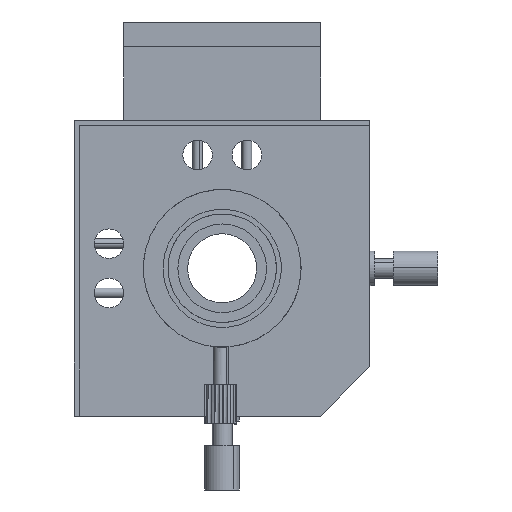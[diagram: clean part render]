
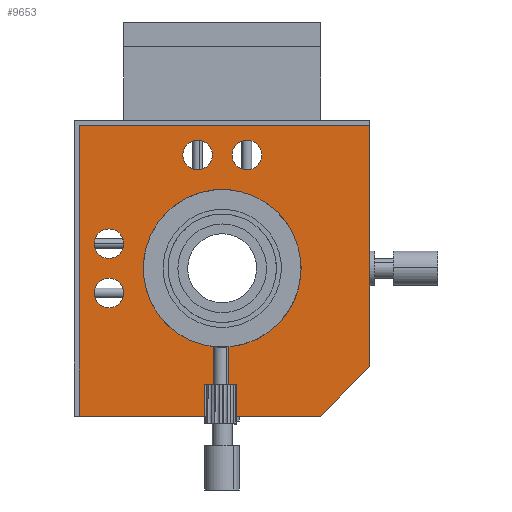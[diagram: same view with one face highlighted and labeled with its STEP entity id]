
A CAD part, front view. The second image highlights one B-rep face of the part: STEP entity #9653.
In plain terms, the highlighted planar face has unit normal (0, -1, 0).
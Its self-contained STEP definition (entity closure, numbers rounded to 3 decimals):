
#213 = VERTEX_POINT ( 'NONE', #5339 ) ;
#256 = VERTEX_POINT ( 'NONE', #5320 ) ;
#299 = VERTEX_POINT ( 'NONE', #5169 ) ;
#314 = VERTEX_POINT ( 'NONE', #5182 ) ;
#315 = VERTEX_POINT ( 'NONE', #5183 ) ;
#424 = VERTEX_POINT ( 'NONE', #5225 ) ;
#455 = VERTEX_POINT ( 'NONE', #5082 ) ;
#461 = VERTEX_POINT ( 'NONE', #5077 ) ;
#555 = VERTEX_POINT ( 'NONE', #5145 ) ;
#576 = VERTEX_POINT ( 'NONE', #5095 ) ;
#633 = VERTEX_POINT ( 'NONE', #5033 ) ;
#638 = VERTEX_POINT ( 'NONE', #5028 ) ;
#670 = ORIENTED_EDGE ( 'NONE', *, *, #6408, .T. ) ;
#700 = VERTEX_POINT ( 'NONE', #5042 ) ;
#719 = VERTEX_POINT ( 'NONE', #4999 ) ;
#877 = VERTEX_POINT ( 'NONE', #5552 ) ;
#1102 = EDGE_LOOP ( 'NONE', ( #5451, #5440 ) ) ;
#1226 = EDGE_LOOP ( 'NONE', ( #5318, #4970 ) ) ;
#1233 = EDGE_LOOP ( 'NONE', ( #4722, #5463 ) ) ;
#1588 = EDGE_LOOP ( 'NONE', ( #4698, #4727 ) ) ;
#1887 = EDGE_LOOP ( 'NONE', ( #5073, #4696, #5458, #5059, #5450 ) ) ;
#1910 = EDGE_LOOP ( 'NONE', ( #670, #5468 ) ) ;
#2425 = CARTESIAN_POINT ( 'NONE',  ( -23.159, -19.024, 5. ) ) ;
#2515 = LINE ( 'NONE', #3086, #13870 ) ;
#2523 = DIRECTION ( 'NONE',  ( 0., 1., 0. ) ) ;
#2539 = DIRECTION ( 'NONE',  ( 0., 0., 1. ) ) ;
#2605 = DIRECTION ( 'NONE',  ( 0., 1., 0. ) ) ;
#2668 = DIRECTION ( 'NONE',  ( 0., 0., 1. ) ) ;
#2689 = CARTESIAN_POINT ( 'NONE',  ( -23.159, -19.024, 5. ) ) ;
#2735 = DIRECTION ( 'NONE',  ( 0.707, 0., 0.707 ) ) ;
#2737 = CARTESIAN_POINT ( 'NONE',  ( -23.159, -19.024, -5. ) ) ;
#2758 = CARTESIAN_POINT ( 'NONE',  ( 4.841, -19.024, 23. ) ) ;
#2759 = DIRECTION ( 'NONE',  ( 0., 1., 0. ) ) ;
#2764 = LINE ( 'NONE', #3016, #13705 ) ;
#2796 = DIRECTION ( 'NONE',  ( 0., 0., 1. ) ) ;
#2812 = DIRECTION ( 'NONE',  ( 0., 0., 1. ) ) ;
#2818 = CARTESIAN_POINT ( 'NONE',  ( -0.159, -19.024, 0. ) ) ;
#2836 = CARTESIAN_POINT ( 'NONE',  ( 4.841, -19.024, 23. ) ) ;
#2887 = DIRECTION ( 'NONE',  ( 0., 1., 0. ) ) ;
#3014 = DIRECTION ( 'NONE',  ( 0., 1., 0. ) ) ;
#3016 = CARTESIAN_POINT ( 'NONE',  ( 24.841, -19.024, -25. ) ) ;
#3033 = DIRECTION ( 'NONE',  ( 0., 0., 1. ) ) ;
#3056 = DIRECTION ( 'NONE',  ( 0., 0., 1. ) ) ;
#3059 = DIRECTION ( 'NONE',  ( 0., 0., 1. ) ) ;
#3076 = DIRECTION ( 'NONE',  ( -1., 0., 0. ) ) ;
#3086 = CARTESIAN_POINT ( 'NONE',  ( -29.159, -19.024, -30. ) ) ;
#3092 = CARTESIAN_POINT ( 'NONE',  ( -0.159, -19.024, 0. ) ) ;
#3118 = DIRECTION ( 'NONE',  ( 0., 1., 0. ) ) ;
#3121 = DIRECTION ( 'NONE',  ( 0., 1., 0. ) ) ;
#3368 = CARTESIAN_POINT ( 'NONE',  ( -5.159, -19.024, 23. ) ) ;
#3406 = DIRECTION ( 'NONE',  ( 0., 0., 1. ) ) ;
#3412 = DIRECTION ( 'NONE',  ( 0., 0., 1. ) ) ;
#3424 = DIRECTION ( 'NONE',  ( 0., 1., 0. ) ) ;
#3462 = CARTESIAN_POINT ( 'NONE',  ( -23.159, -19.024, -5. ) ) ;
#3477 = LINE ( 'NONE', #3577, #10191 ) ;
#3577 = CARTESIAN_POINT ( 'NONE',  ( 29.841, -19.024, 29. ) ) ;
#3607 = DIRECTION ( 'NONE',  ( 0., 1., 0. ) ) ;
#3689 = DIRECTION ( 'NONE',  ( 0., 0., -1. ) ) ;
#4216 = PLANE ( 'NONE',  #6061 ) ;
#4217 = CARTESIAN_POINT ( 'NONE',  ( 0.341, -19.024, -0.5 ) ) ;
#4218 = DIRECTION ( 'NONE',  ( 0., -1., 0. ) ) ;
#4219 = DIRECTION ( 'NONE',  ( 0., 0., -1. ) ) ;
#4343 = CARTESIAN_POINT ( 'NONE',  ( -5.159, -19.024, 23. ) ) ;
#4347 = DIRECTION ( 'NONE',  ( 0., 1., 0. ) ) ;
#4348 = DIRECTION ( 'NONE',  ( 0., 0., 1. ) ) ;
#4696 = ORIENTED_EDGE ( 'NONE', *, *, #5731, .T. ) ;
#4698 = ORIENTED_EDGE ( 'NONE', *, *, #5737, .T. ) ;
#4722 = ORIENTED_EDGE ( 'NONE', *, *, #5924, .T. ) ;
#4727 = ORIENTED_EDGE ( 'NONE', *, *, #5797, .T. ) ;
#4755 = DIRECTION ( 'NONE',  ( 0., 0., 1. ) ) ;
#4763 = CARTESIAN_POINT ( 'NONE',  ( -29.159, -19.024, 29. ) ) ;
#4799 = DIRECTION ( 'NONE',  ( 1., 0., 0. ) ) ;
#4800 = CARTESIAN_POINT ( 'NONE',  ( -29.159, -19.024, 29. ) ) ;
#4801 = LINE ( 'NONE', #4800, #13620 ) ;
#4807 = LINE ( 'NONE', #4763, #13611 ) ;
#4970 = ORIENTED_EDGE ( 'NONE', *, *, #5872, .T. ) ;
#4999 = CARTESIAN_POINT ( 'NONE',  ( 19.841, -19.024, -30. ) ) ;
#5028 = CARTESIAN_POINT ( 'NONE',  ( -0.159, -19.024, 14. ) ) ;
#5033 = CARTESIAN_POINT ( 'NONE',  ( -23.159, -19.024, -2. ) ) ;
#5042 = CARTESIAN_POINT ( 'NONE',  ( 29.841, -19.024, 29. ) ) ;
#5059 = ORIENTED_EDGE ( 'NONE', *, *, #5641, .F. ) ;
#5073 = ORIENTED_EDGE ( 'NONE', *, *, #6406, .F. ) ;
#5077 = CARTESIAN_POINT ( 'NONE',  ( 29.841, -19.024, -20. ) ) ;
#5082 = CARTESIAN_POINT ( 'NONE',  ( -23.159, -19.024, -8. ) ) ;
#5095 = CARTESIAN_POINT ( 'NONE',  ( -0.159, -19.024, -14. ) ) ;
#5145 = CARTESIAN_POINT ( 'NONE',  ( -5.159, -19.024, 26. ) ) ;
#5169 = CARTESIAN_POINT ( 'NONE',  ( -23.159, -19.024, 8. ) ) ;
#5182 = CARTESIAN_POINT ( 'NONE',  ( 4.841, -19.024, 26. ) ) ;
#5183 = CARTESIAN_POINT ( 'NONE',  ( 4.841, -19.024, 20. ) ) ;
#5225 = CARTESIAN_POINT ( 'NONE',  ( -23.159, -19.024, 2. ) ) ;
#5318 = ORIENTED_EDGE ( 'NONE', *, *, #6410, .T. ) ;
#5320 = CARTESIAN_POINT ( 'NONE',  ( -29.159, -19.024, 29. ) ) ;
#5339 = CARTESIAN_POINT ( 'NONE',  ( -29.159, -19.024, -30. ) ) ;
#5440 = ORIENTED_EDGE ( 'NONE', *, *, #6574, .T. ) ;
#5450 = ORIENTED_EDGE ( 'NONE', *, *, #5658, .F. ) ;
#5451 = ORIENTED_EDGE ( 'NONE', *, *, #9679, .T. ) ;
#5458 = ORIENTED_EDGE ( 'NONE', *, *, #6559, .F. ) ;
#5463 = ORIENTED_EDGE ( 'NONE', *, *, #6026, .T. ) ;
#5468 = ORIENTED_EDGE ( 'NONE', *, *, #6561, .T. ) ;
#5552 = CARTESIAN_POINT ( 'NONE',  ( -5.159, -19.024, 20. ) ) ;
#5641 = EDGE_CURVE ( 'NONE', #256, #700, #4801, .T. ) ;
#5648 = CIRCLE ( 'NONE', #13766, 3. ) ;
#5658 = EDGE_CURVE ( 'NONE', #213, #256, #4807, .T. ) ;
#5662 = CIRCLE ( 'NONE', #13683, 14. ) ;
#5668 = CIRCLE ( 'NONE', #13869, 3. ) ;
#5722 = CIRCLE ( 'NONE', #13792, 3. ) ;
#5731 = EDGE_CURVE ( 'NONE', #719, #461, #2764, .T. ) ;
#5737 = EDGE_CURVE ( 'NONE', #638, #576, #5775, .T. ) ;
#5775 = CIRCLE ( 'NONE', #13621, 14. ) ;
#5778 = CIRCLE ( 'NONE', #13871, 3. ) ;
#5797 = EDGE_CURVE ( 'NONE', #576, #638, #5662, .T. ) ;
#5813 = CIRCLE ( 'NONE', #13847, 3. ) ;
#5872 = EDGE_CURVE ( 'NONE', #424, #299, #5648, .T. ) ;
#5924 = EDGE_CURVE ( 'NONE', #314, #315, #5722, .T. ) ;
#5943 = CIRCLE ( 'NONE', #10104, 3. ) ;
#5984 = CIRCLE ( 'NONE', #10503, 3. ) ;
#6026 = EDGE_CURVE ( 'NONE', #315, #314, #5813, .T. ) ;
#6059 = FACE_BOUND ( 'NONE', #1910, .T. ) ;
#6060 = FACE_BOUND ( 'NONE', #1226, .T. ) ;
#6061 = AXIS2_PLACEMENT_3D ( 'NONE', #4217, #4218, #4219 ) ;
#6062 = FACE_BOUND ( 'NONE', #1102, .T. ) ;
#6065 = FACE_BOUND ( 'NONE', #1233, .T. ) ;
#6066 = FACE_BOUND ( 'NONE', #1588, .T. ) ;
#6107 = FACE_OUTER_BOUND ( 'NONE', #1887, .T. ) ;
#6163 = AXIS2_PLACEMENT_3D ( 'NONE', #4343, #4347, #4348 ) ;
#6406 = EDGE_CURVE ( 'NONE', #719, #213, #2515, .T. ) ;
#6408 = EDGE_CURVE ( 'NONE', #633, #455, #5668, .T. ) ;
#6410 = EDGE_CURVE ( 'NONE', #299, #424, #5778, .T. ) ;
#6559 = EDGE_CURVE ( 'NONE', #700, #461, #3477, .T. ) ;
#6561 = EDGE_CURVE ( 'NONE', #455, #633, #5943, .T. ) ;
#6574 = EDGE_CURVE ( 'NONE', #877, #555, #5984, .T. ) ;
#7545 = CIRCLE ( 'NONE', #6163, 3. ) ;
#9653 = ADVANCED_FACE ( 'NONE', ( #6066, #6065, #6062, #6060, #6059, #6107 ), #4216, .T. ) ;
#9679 = EDGE_CURVE ( 'NONE', #555, #877, #7545, .T. ) ;
#10104 = AXIS2_PLACEMENT_3D ( 'NONE', #3462, #3607, #3406 ) ;
#10191 = VECTOR ( 'NONE', #3689, 1000. ) ;
#10503 = AXIS2_PLACEMENT_3D ( 'NONE', #3368, #3424, #3412 ) ;
#13611 = VECTOR ( 'NONE', #4755, 1000. ) ;
#13620 = VECTOR ( 'NONE', #4799, 1000. ) ;
#13621 = AXIS2_PLACEMENT_3D ( 'NONE', #2818, #3014, #3033 ) ;
#13683 = AXIS2_PLACEMENT_3D ( 'NONE', #3092, #2605, #3059 ) ;
#13705 = VECTOR ( 'NONE', #2735, 1000. ) ;
#13766 = AXIS2_PLACEMENT_3D ( 'NONE', #2425, #2523, #2539 ) ;
#13792 = AXIS2_PLACEMENT_3D ( 'NONE', #2836, #3118, #3056 ) ;
#13847 = AXIS2_PLACEMENT_3D ( 'NONE', #2758, #2887, #2812 ) ;
#13869 = AXIS2_PLACEMENT_3D ( 'NONE', #2737, #3121, #2796 ) ;
#13870 = VECTOR ( 'NONE', #3076, 1000. ) ;
#13871 = AXIS2_PLACEMENT_3D ( 'NONE', #2689, #2759, #2668 ) ;
